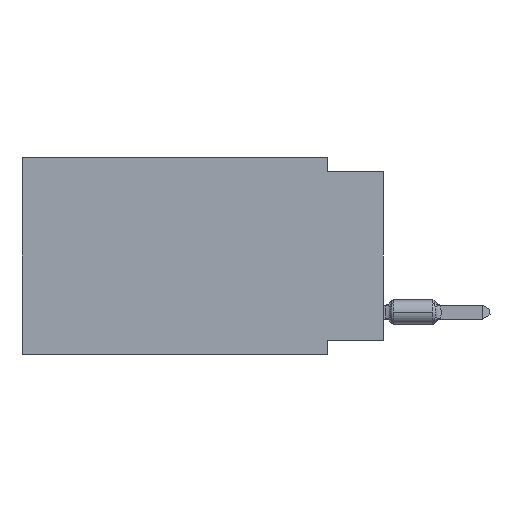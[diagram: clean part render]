
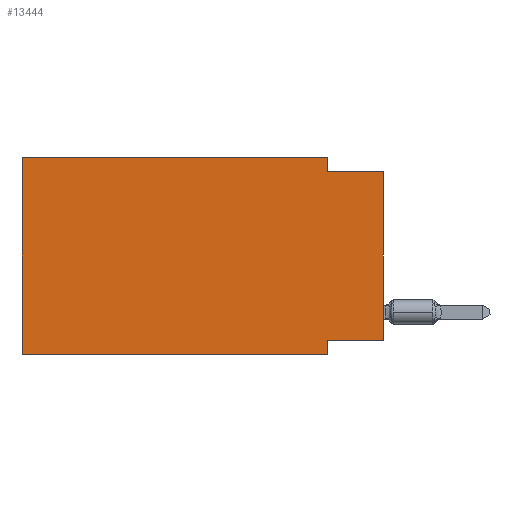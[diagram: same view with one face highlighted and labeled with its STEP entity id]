
A CAD part, left-side view. The second image highlights one B-rep face of the part: STEP entity #13444.
In plain terms, the highlighted planar face has unit normal (-1, 0, 0).
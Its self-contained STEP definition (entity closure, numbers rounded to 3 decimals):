
#179 = DIRECTION ( 'NONE',  ( 1., 0., 0. ) ) ;
#264 = ORIENTED_EDGE ( 'NONE', *, *, #12371, .F. ) ;
#505 = VECTOR ( 'NONE', #15305, 1000. ) ;
#557 = VERTEX_POINT ( 'NONE', #10398 ) ;
#1346 = LINE ( 'NONE', #15817, #13760 ) ;
#1545 = VERTEX_POINT ( 'NONE', #5455 ) ;
#1727 = CARTESIAN_POINT ( 'NONE',  ( 0., 0., -0.635 ) ) ;
#2086 = DIRECTION ( 'NONE',  ( 0., 1., 0. ) ) ;
#2195 = ORIENTED_EDGE ( 'NONE', *, *, #6688, .F. ) ;
#2605 = CARTESIAN_POINT ( 'NONE',  ( 0., 0., 0. ) ) ;
#2697 = VECTOR ( 'NONE', #18579, 1000. ) ;
#3236 = CARTESIAN_POINT ( 'NONE',  ( 0., 0., -0.635 ) ) ;
#3307 = AXIS2_PLACEMENT_3D ( 'NONE', #7113, #179, #19503 ) ;
#4271 = DIRECTION ( 'NONE',  ( 0., -1., 0. ) ) ;
#4355 = VECTOR ( 'NONE', #13063, 1000. ) ;
#4398 = EDGE_CURVE ( 'NONE', #557, #1545, #12113, .T. ) ;
#4749 = VERTEX_POINT ( 'NONE', #15173 ) ;
#4751 = ORIENTED_EDGE ( 'NONE', *, *, #17167, .F. ) ;
#5455 = CARTESIAN_POINT ( 'NONE',  ( 0., 2.54, -8.89 ) ) ;
#6305 = LINE ( 'NONE', #3236, #4355 ) ;
#6448 = CARTESIAN_POINT ( 'NONE',  ( 0., 16.383, 0. ) ) ;
#6688 = EDGE_CURVE ( 'NONE', #8029, #557, #9787, .T. ) ;
#7113 = CARTESIAN_POINT ( 'NONE',  ( 0., 16.383, 0. ) ) ;
#8029 = VERTEX_POINT ( 'NONE', #11721 ) ;
#8336 = EDGE_CURVE ( 'NONE', #4749, #1545, #11353, .T. ) ;
#8763 = VECTOR ( 'NONE', #4271, 1000. ) ;
#9118 = EDGE_CURVE ( 'NONE', #19927, #10175, #17324, .T. ) ;
#9166 = VECTOR ( 'NONE', #19714, 1000. ) ;
#9246 = VERTEX_POINT ( 'NONE', #6448 ) ;
#9322 = ORIENTED_EDGE ( 'NONE', *, *, #8336, .T. ) ;
#9787 = LINE ( 'NONE', #16578, #17386 ) ;
#10175 = VERTEX_POINT ( 'NONE', #12266 ) ;
#10398 = CARTESIAN_POINT ( 'NONE',  ( 0., 2.54, -8.255 ) ) ;
#10598 = LINE ( 'NONE', #18758, #8763 ) ;
#11042 = EDGE_CURVE ( 'NONE', #8029, #16218, #12115, .T. ) ;
#11353 = LINE ( 'NONE', #17809, #9166 ) ;
#11721 = CARTESIAN_POINT ( 'NONE',  ( 0., 0., -8.255 ) ) ;
#12039 = ORIENTED_EDGE ( 'NONE', *, *, #11042, .T. ) ;
#12113 = LINE ( 'NONE', #14912, #505 ) ;
#12115 = LINE ( 'NONE', #2605, #2697 ) ;
#12266 = CARTESIAN_POINT ( 'NONE',  ( 0., 2.54, -0.635 ) ) ;
#12371 = EDGE_CURVE ( 'NONE', #4749, #9246, #1346, .T. ) ;
#12931 = EDGE_LOOP ( 'NONE', ( #12039, #4751, #15240, #18179, #264, #9322, #16399, #2195 ) ) ;
#13063 = DIRECTION ( 'NONE',  ( 0., -1., 0. ) ) ;
#13444 = ADVANCED_FACE ( 'NONE', ( #13566 ), #14657, .F. ) ;
#13566 = FACE_OUTER_BOUND ( 'NONE', #12931, .T. ) ;
#13760 = VECTOR ( 'NONE', #20682, 1000. ) ;
#14039 = DIRECTION ( 'NONE',  ( 0., 0., -1. ) ) ;
#14657 = PLANE ( 'NONE',  #3307 ) ;
#14740 = EDGE_CURVE ( 'NONE', #9246, #19927, #10598, .T. ) ;
#14912 = CARTESIAN_POINT ( 'NONE',  ( 0., 2.54, -8.89 ) ) ;
#15173 = CARTESIAN_POINT ( 'NONE',  ( 0., 16.383, -8.89 ) ) ;
#15240 = ORIENTED_EDGE ( 'NONE', *, *, #9118, .F. ) ;
#15305 = DIRECTION ( 'NONE',  ( 0., 0., -1. ) ) ;
#15817 = CARTESIAN_POINT ( 'NONE',  ( 0., 16.383, 0. ) ) ;
#15829 = CARTESIAN_POINT ( 'NONE',  ( 0., 2.54, 0. ) ) ;
#16218 = VERTEX_POINT ( 'NONE', #1727 ) ;
#16399 = ORIENTED_EDGE ( 'NONE', *, *, #4398, .F. ) ;
#16578 = CARTESIAN_POINT ( 'NONE',  ( 0., 0., -8.255 ) ) ;
#17167 = EDGE_CURVE ( 'NONE', #10175, #16218, #6305, .T. ) ;
#17324 = LINE ( 'NONE', #15829, #20688 ) ;
#17386 = VECTOR ( 'NONE', #2086, 1000. ) ;
#17809 = CARTESIAN_POINT ( 'NONE',  ( 0., 16.383, -8.89 ) ) ;
#17965 = CARTESIAN_POINT ( 'NONE',  ( 0., 2.54, 0. ) ) ;
#18179 = ORIENTED_EDGE ( 'NONE', *, *, #14740, .F. ) ;
#18579 = DIRECTION ( 'NONE',  ( 0., 0., 1. ) ) ;
#18758 = CARTESIAN_POINT ( 'NONE',  ( 0., 16.383, 0. ) ) ;
#19503 = DIRECTION ( 'NONE',  ( 0., 0., -1. ) ) ;
#19714 = DIRECTION ( 'NONE',  ( 0., -1., 0. ) ) ;
#19927 = VERTEX_POINT ( 'NONE', #17965 ) ;
#20682 = DIRECTION ( 'NONE',  ( 0., 0., 1. ) ) ;
#20688 = VECTOR ( 'NONE', #14039, 1000. ) ;
